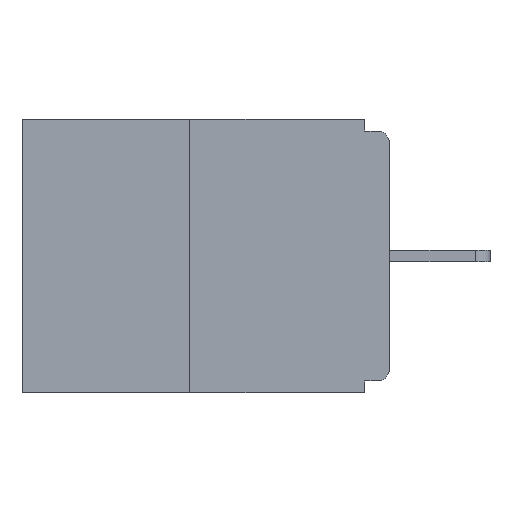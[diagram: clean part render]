
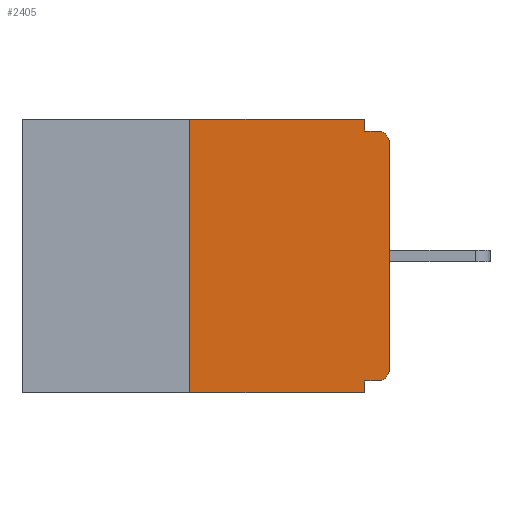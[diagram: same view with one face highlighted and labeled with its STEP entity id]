
A CAD part, left-side view. The second image highlights one B-rep face of the part: STEP entity #2405.
In plain terms, the highlighted planar face has unit normal (-1, 0, 0).
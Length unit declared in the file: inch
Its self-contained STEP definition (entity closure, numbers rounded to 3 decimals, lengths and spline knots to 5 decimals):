
#11 = VECTOR ( 'NONE', #8585, 39.37008 ) ;
#41 = DIRECTION ( 'NONE',  ( 0., 0., 1. ) ) ;
#155 = CARTESIAN_POINT ( 'NONE',  ( 0., 0.25, -0.343 ) ) ;
#477 = DIRECTION ( 'NONE',  ( 1., 0., 0. ) ) ;
#496 = VERTEX_POINT ( 'NONE', #7383 ) ;
#596 = CIRCLE ( 'NONE', #9546, 0.015 ) ;
#1425 = EDGE_CURVE ( 'NONE', #9100, #9692, #4923, .T. ) ;
#1428 = CARTESIAN_POINT ( 'NONE',  ( 0., 0., 0. ) ) ;
#1476 = AXIS2_PLACEMENT_3D ( 'NONE', #3790, #9625, #4701 ) ;
#1995 = VECTOR ( 'NONE', #4335, 39.37008 ) ;
#2256 = VECTOR ( 'NONE', #3054, 39.37008 ) ;
#2322 = LINE ( 'NONE', #4398, #1995 ) ;
#2405 = ADVANCED_FACE ( 'NONE', ( #3625 ), #10510, .F. ) ;
#2416 = CIRCLE ( 'NONE', #1476, 0.015 ) ;
#2515 = EDGE_CURVE ( 'NONE', #11136, #9100, #2322, .T. ) ;
#2582 = EDGE_CURVE ( 'NONE', #11136, #8875, #9641, .T. ) ;
#2673 = EDGE_CURVE ( 'NONE', #496, #8875, #8136, .T. ) ;
#2784 = EDGE_CURVE ( 'NONE', #9692, #6498, #4344, .T. ) ;
#3054 = DIRECTION ( 'NONE',  ( 0., -1., 0. ) ) ;
#3081 = VERTEX_POINT ( 'NONE', #7059 ) ;
#3124 = VERTEX_POINT ( 'NONE', #5630 ) ;
#3625 = FACE_OUTER_BOUND ( 'NONE', #4591, .T. ) ;
#3762 = CARTESIAN_POINT ( 'NONE',  ( 0., 0.031, -0.343 ) ) ;
#3790 = CARTESIAN_POINT ( 'NONE',  ( 0., 0.015, -0.313 ) ) ;
#4003 = CARTESIAN_POINT ( 'NONE',  ( 0., 0.25, 0. ) ) ;
#4063 = EDGE_CURVE ( 'NONE', #8142, #3081, #7852, .T. ) ;
#4335 = DIRECTION ( 'NONE',  ( 0., 0., 1. ) ) ;
#4344 = LINE ( 'NONE', #4521, #8550 ) ;
#4345 = EDGE_CURVE ( 'NONE', #10451, #496, #8789, .T. ) ;
#4398 = CARTESIAN_POINT ( 'NONE',  ( 0., 0.25, 0. ) ) ;
#4406 = AXIS2_PLACEMENT_3D ( 'NONE', #8888, #477, #11105 ) ;
#4521 = CARTESIAN_POINT ( 'NONE',  ( 0., 0.031, 0. ) ) ;
#4591 = EDGE_LOOP ( 'NONE', ( #9298, #9365, #9464, #9544, #9604, #9794, #9814, #9870, #9918, #9928 ) ) ;
#4701 = DIRECTION ( 'NONE',  ( 0., 0., -1. ) ) ;
#4711 = EDGE_CURVE ( 'NONE', #6498, #3124, #7855, .T. ) ;
#4923 = LINE ( 'NONE', #10157, #9088 ) ;
#4937 = EDGE_CURVE ( 'NONE', #10451, #8142, #2416, .T. ) ;
#5050 = CARTESIAN_POINT ( 'NONE',  ( 0., 0., -0.015 ) ) ;
#5171 = DIRECTION ( 'NONE',  ( -1., 0., 0. ) ) ;
#5215 = EDGE_CURVE ( 'NONE', #3081, #3124, #596, .T. ) ;
#5278 = DIRECTION ( 'NONE',  ( 0., 0., -1. ) ) ;
#5630 = CARTESIAN_POINT ( 'NONE',  ( 0., 0.015, -0.015 ) ) ;
#6128 = CARTESIAN_POINT ( 'NONE',  ( 0., 0.031, -0.343 ) ) ;
#6498 = VERTEX_POINT ( 'NONE', #7657 ) ;
#6538 = VECTOR ( 'NONE', #10129, 39.37008 ) ;
#6991 = DIRECTION ( 'NONE',  ( 0., 0., -1. ) ) ;
#7059 = CARTESIAN_POINT ( 'NONE',  ( 0., 0., -0.03 ) ) ;
#7383 = CARTESIAN_POINT ( 'NONE',  ( 0., 0.031, -0.328 ) ) ;
#7657 = CARTESIAN_POINT ( 'NONE',  ( 0., 0.031, -0.015 ) ) ;
#7852 = LINE ( 'NONE', #1428, #9715 ) ;
#7855 = LINE ( 'NONE', #5050, #2256 ) ;
#7983 = CARTESIAN_POINT ( 'NONE',  ( 0., 0.031, 0. ) ) ;
#8136 = LINE ( 'NONE', #6128, #10021 ) ;
#8142 = VERTEX_POINT ( 'NONE', #11046 ) ;
#8550 = VECTOR ( 'NONE', #5278, 39.37008 ) ;
#8585 = DIRECTION ( 'NONE',  ( 0., -1., 0. ) ) ;
#8588 = CARTESIAN_POINT ( 'NONE',  ( 0., 0.46, -0.343 ) ) ;
#8789 = LINE ( 'NONE', #9761, #6538 ) ;
#8875 = VERTEX_POINT ( 'NONE', #3762 ) ;
#8888 = CARTESIAN_POINT ( 'NONE',  ( 0., 0.46, 0. ) ) ;
#9088 = VECTOR ( 'NONE', #10078, 39.37008 ) ;
#9100 = VERTEX_POINT ( 'NONE', #4003 ) ;
#9298 = ORIENTED_EDGE ( 'NONE', *, *, #1425, .F. ) ;
#9365 = ORIENTED_EDGE ( 'NONE', *, *, #2515, .F. ) ;
#9464 = ORIENTED_EDGE ( 'NONE', *, *, #2582, .T. ) ;
#9544 = ORIENTED_EDGE ( 'NONE', *, *, #2673, .F. ) ;
#9546 = AXIS2_PLACEMENT_3D ( 'NONE', #10076, #5171, #10857 ) ;
#9604 = ORIENTED_EDGE ( 'NONE', *, *, #4345, .F. ) ;
#9625 = DIRECTION ( 'NONE',  ( -1., 0., 0. ) ) ;
#9641 = LINE ( 'NONE', #8588, #11 ) ;
#9692 = VERTEX_POINT ( 'NONE', #7983 ) ;
#9715 = VECTOR ( 'NONE', #41, 39.37008 ) ;
#9761 = CARTESIAN_POINT ( 'NONE',  ( 0., 0., -0.328 ) ) ;
#9794 = ORIENTED_EDGE ( 'NONE', *, *, #4937, .T. ) ;
#9814 = ORIENTED_EDGE ( 'NONE', *, *, #4063, .T. ) ;
#9870 = ORIENTED_EDGE ( 'NONE', *, *, #5215, .T. ) ;
#9918 = ORIENTED_EDGE ( 'NONE', *, *, #4711, .F. ) ;
#9928 = ORIENTED_EDGE ( 'NONE', *, *, #2784, .F. ) ;
#10021 = VECTOR ( 'NONE', #6991, 39.37008 ) ;
#10076 = CARTESIAN_POINT ( 'NONE',  ( 0., 0.015, -0.03 ) ) ;
#10078 = DIRECTION ( 'NONE',  ( 0., -1., 0. ) ) ;
#10129 = DIRECTION ( 'NONE',  ( 0., 1., 0. ) ) ;
#10157 = CARTESIAN_POINT ( 'NONE',  ( 0., 0.46, 0. ) ) ;
#10451 = VERTEX_POINT ( 'NONE', #10956 ) ;
#10510 = PLANE ( 'NONE',  #4406 ) ;
#10857 = DIRECTION ( 'NONE',  ( 0., 0., -1. ) ) ;
#10956 = CARTESIAN_POINT ( 'NONE',  ( 0., 0.015, -0.328 ) ) ;
#11046 = CARTESIAN_POINT ( 'NONE',  ( 0., 0., -0.313 ) ) ;
#11105 = DIRECTION ( 'NONE',  ( 0., 0., -1. ) ) ;
#11136 = VERTEX_POINT ( 'NONE', #155 ) ;
